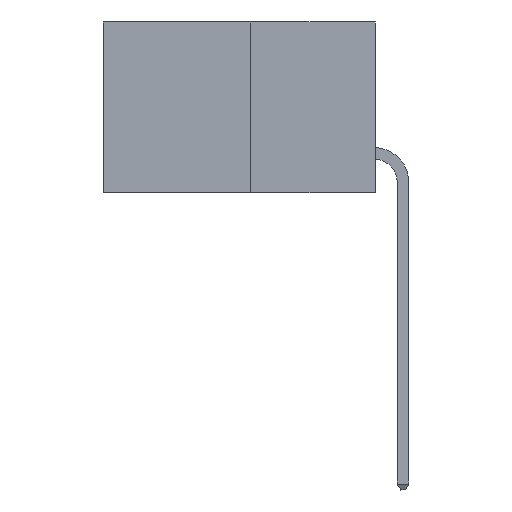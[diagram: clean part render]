
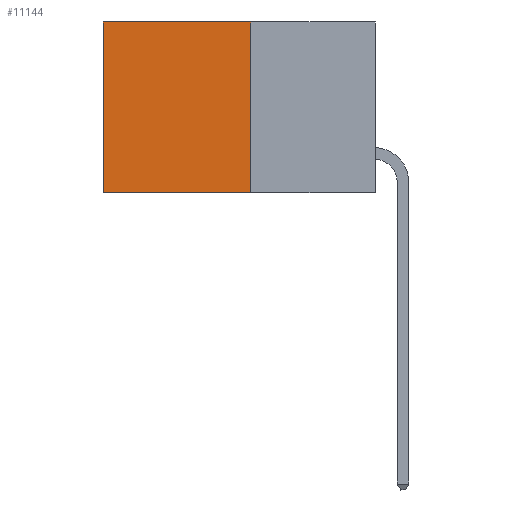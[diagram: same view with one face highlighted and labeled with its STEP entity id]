
A CAD part, left-side view. The second image highlights one B-rep face of the part: STEP entity #11144.
In plain terms, the highlighted planar face has unit normal (-1, 0, 0).
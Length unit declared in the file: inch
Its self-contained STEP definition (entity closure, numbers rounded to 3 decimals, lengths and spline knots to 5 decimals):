
#293 = EDGE_LOOP ( 'NONE', ( #19203, #3788, #19929, #23768 ) ) ;
#542 = DIRECTION ( 'NONE',  ( 1., 0., 0. ) ) ;
#2560 = VERTEX_POINT ( 'NONE', #8975 ) ;
#3525 = VECTOR ( 'NONE', #7367, 39.37008 ) ;
#3775 = VERTEX_POINT ( 'NONE', #12390 ) ;
#3788 = ORIENTED_EDGE ( 'NONE', *, *, #5163, .F. ) ;
#4830 = VECTOR ( 'NONE', #15127, 39.37008 ) ;
#5163 = EDGE_CURVE ( 'NONE', #16106, #3775, #24074, .T. ) ;
#7367 = DIRECTION ( 'NONE',  ( 0., 0., -1. ) ) ;
#8975 = CARTESIAN_POINT ( 'NONE',  ( 0.277, 0.59, 0. ) ) ;
#9037 = VECTOR ( 'NONE', #18251, 39.37008 ) ;
#9304 = LINE ( 'NONE', #17113, #3525 ) ;
#10317 = CARTESIAN_POINT ( 'NONE',  ( 0.277, 0.27, -0.37 ) ) ;
#11144 = ADVANCED_FACE ( 'NONE', ( #19707 ), #23619, .F. ) ;
#12151 = CARTESIAN_POINT ( 'NONE',  ( 0.277, 0.27, -0.37 ) ) ;
#12390 = CARTESIAN_POINT ( 'NONE',  ( 0.277, 0.59, -0.37 ) ) ;
#13523 = CARTESIAN_POINT ( 'NONE',  ( 0.277, 0.27, -0.37 ) ) ;
#13549 = DIRECTION ( 'NONE',  ( 0., 1., 0. ) ) ;
#13922 = VECTOR ( 'NONE', #13549, 39.37008 ) ;
#14093 = DIRECTION ( 'NONE',  ( 0., 0., -1. ) ) ;
#14819 = LINE ( 'NONE', #16407, #9037 ) ;
#14996 = EDGE_CURVE ( 'NONE', #22887, #16106, #9304, .T. ) ;
#15127 = DIRECTION ( 'NONE',  ( 0., 0., -1. ) ) ;
#15185 = LINE ( 'NONE', #18978, #4830 ) ;
#16106 = VERTEX_POINT ( 'NONE', #10317 ) ;
#16407 = CARTESIAN_POINT ( 'NONE',  ( 0.277, 0.27, 0. ) ) ;
#17113 = CARTESIAN_POINT ( 'NONE',  ( 0.277, 0.27, -0.37 ) ) ;
#18251 = DIRECTION ( 'NONE',  ( 0., 1., 0. ) ) ;
#18625 = AXIS2_PLACEMENT_3D ( 'NONE', #12151, #542, #14093 ) ;
#18978 = CARTESIAN_POINT ( 'NONE',  ( 0.277, 0.59, -0.37 ) ) ;
#19203 = ORIENTED_EDGE ( 'NONE', *, *, #19955, .T. ) ;
#19707 = FACE_OUTER_BOUND ( 'NONE', #293, .T. ) ;
#19929 = ORIENTED_EDGE ( 'NONE', *, *, #14996, .F. ) ;
#19955 = EDGE_CURVE ( 'NONE', #2560, #3775, #15185, .T. ) ;
#21010 = EDGE_CURVE ( 'NONE', #22887, #2560, #14819, .T. ) ;
#22887 = VERTEX_POINT ( 'NONE', #24327 ) ;
#23619 = PLANE ( 'NONE',  #18625 ) ;
#23768 = ORIENTED_EDGE ( 'NONE', *, *, #21010, .T. ) ;
#24074 = LINE ( 'NONE', #13523, #13922 ) ;
#24327 = CARTESIAN_POINT ( 'NONE',  ( 0.277, 0.27, 0. ) ) ;
